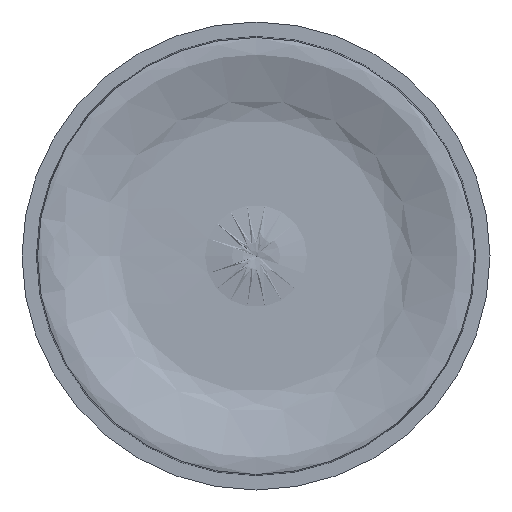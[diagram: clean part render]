
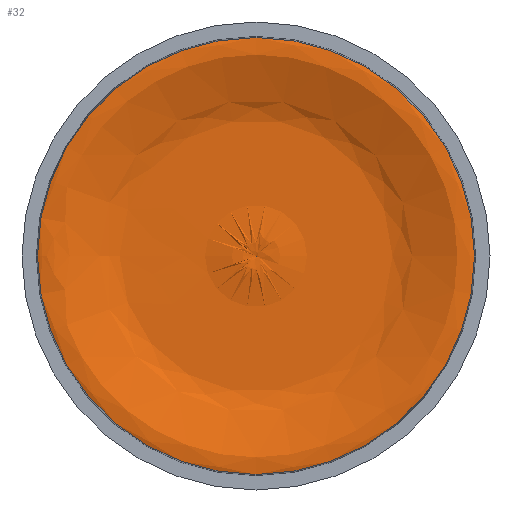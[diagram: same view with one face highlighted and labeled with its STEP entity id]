
A CAD part, left-side view. The second image highlights one B-rep face of the part: STEP entity #32.
In plain terms, the highlighted face is a revolution surface.
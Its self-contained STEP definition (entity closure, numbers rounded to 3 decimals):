
#32=ADVANCED_FACE('',(#65,#66),#67,.F.);
#65=FACE_OUTER_BOUND('',#104,.T.);
#66=FACE_BOUND('',#105,.T.);
#67=SURFACE_OF_REVOLUTION('',#106,#107);
#104=EDGE_LOOP('',(#140));
#105=VERTEX_LOOP('',#141);
#106=B_SPLINE_CURVE_WITH_KNOTS('',3,(#142,#143,#144,#145,#146,#147,#148,#149,#150,#151,#152,#153,#154,#155,#156,#157),.UNSPECIFIED.,.F.,.F.,(4,3,3,3,3,4),(0.0,1.0,2.0,3.0,4.0,5.0),.UNSPECIFIED.);
#107=AXIS1_PLACEMENT('',#158,#159);
#140=ORIENTED_EDGE('',*,*,#236,.F.);
#141=VERTEX_POINT('',#237);
#142=CARTESIAN_POINT('',(-25.7,0.,0.0));
#143=CARTESIAN_POINT('',(-26.25,2.25,0.0));
#144=CARTESIAN_POINT('',(-25.639,3.425,0.0));
#145=CARTESIAN_POINT('',(-25.5,5.0,0.0));
#146=CARTESIAN_POINT('',(-25.361,6.575,0.0));
#147=CARTESIAN_POINT('',(-25.551,8.144,0.0));
#148=CARTESIAN_POINT('',(-25.5,9.5,0.0));
#149=CARTESIAN_POINT('',(-25.449,10.856,0.0));
#150=CARTESIAN_POINT('',(-25.331,12.173,0.0));
#151=CARTESIAN_POINT('',(-25.5,13.5,0.0));
#152=CARTESIAN_POINT('',(-25.669,14.827,0.0));
#153=CARTESIAN_POINT('',(-26.106,15.439,0.0));
#154=CARTESIAN_POINT('',(-26.5,16.5,0.0));
#155=CARTESIAN_POINT('',(-26.894,17.561,0.0));
#156=CARTESIAN_POINT('',(-28.0,20.0,0.0));
#157=CARTESIAN_POINT('',(-27.4,21.57,0.0));
#158=CARTESIAN_POINT('',(0.0,0.0,0.0));
#159=DIRECTION('',(-1.0,-0.0,-0.0));
#236=EDGE_CURVE('',#253,#253,#254,.T.);
#237=CARTESIAN_POINT('',(-25.7,0.,0.0));
#253=VERTEX_POINT('',#275);
#254=CIRCLE('',#276,21.57);
#275=CARTESIAN_POINT('',(-27.4,0.0,-21.57));
#276=AXIS2_PLACEMENT_3D('',#296,#297,#298);
#296=CARTESIAN_POINT('',(-27.4,0.0,0.0));
#297=DIRECTION('',(1.0,0.0,0.0));
#298=DIRECTION('',(0.0,0.0,-1.0));
